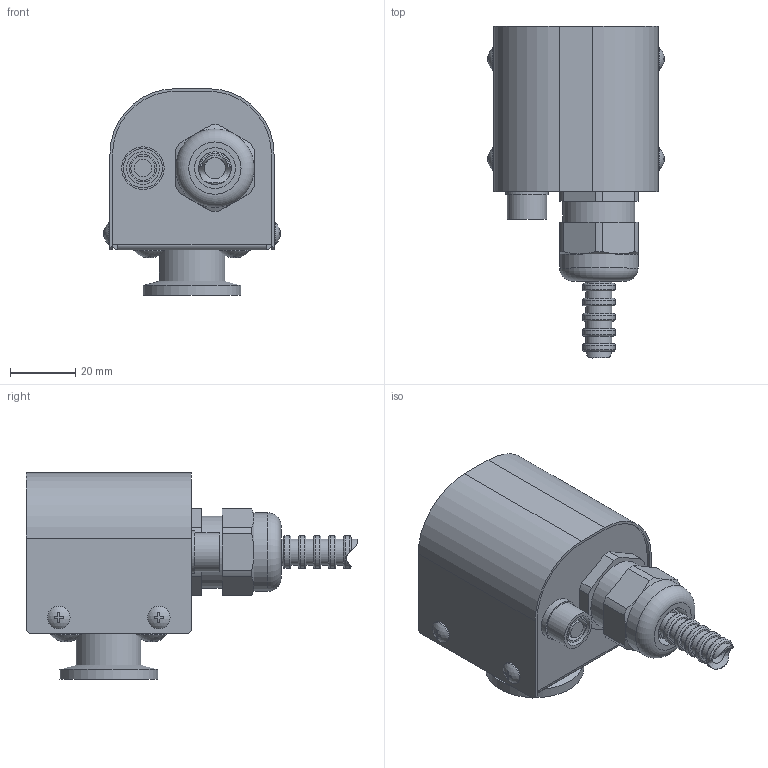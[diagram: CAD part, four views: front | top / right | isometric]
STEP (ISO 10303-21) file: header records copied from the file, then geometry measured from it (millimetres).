
FILE_DESCRIPTION((''),'2;1');
FILE_NAME('ASZ.stp','2015-07-09T11:36:21',('UJ23342'),(''),'Autodesk Inventor 2010','Autodesk Inventor 2010','');
FILE_SCHEMA(('CONFIG_CONTROL_DESIGN'));
Length unit declared in the file: millimetre
Products named in the file (1): ASZ
Bounding box: 53.95 x 101.52 x 63.2 mm (x, y, z)
Volume: 35690.9 mm3; surface area: 42606.8 mm2
Topology: 14 solids, 14 shells, 264 faces, 648 edges, 460 vertices
Faces by surface type: plane 117, cylinder 103, torus 20, sphere 16, cone 7, bspline 1
Full cylindrical faces by diameter (mm): 2.459 x4, 3 x4, 3.242 x4, 4 x12, 4.134 x1, 5.4 x1, 6.5 x1, 6.9 x4, 7.4 x1, 8 x8, 8.4 x2, 9 x3, 9.4 x4, 10 x10, 12 x1, 12.5 x1, 13 x2, 15 x1, 16 x1, 17.2 x1, 20 x1, 20.4 x1, 21 x1, 22 x1, 24 x1, 30 x1, 32 x1, 42 x1
Entity records: 8044 total; most frequent: CARTESIAN_POINT 1788, DIRECTION 1341, ORIENTED_EDGE 1078, AXIS2_PLACEMENT_3D 590, EDGE_CURVE 539, EDGE_LOOP 449, VERTEX_POINT 444, CIRCLE 326
